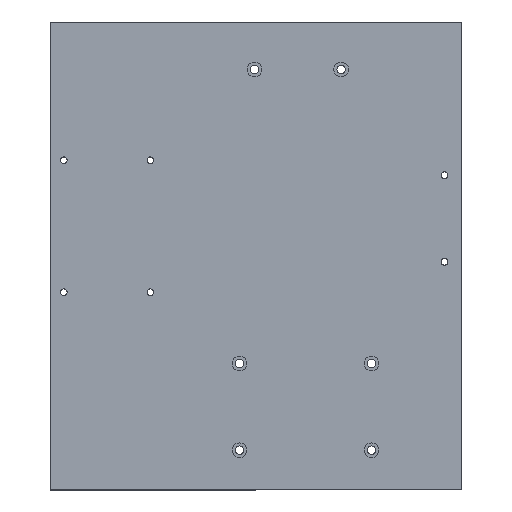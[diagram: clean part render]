
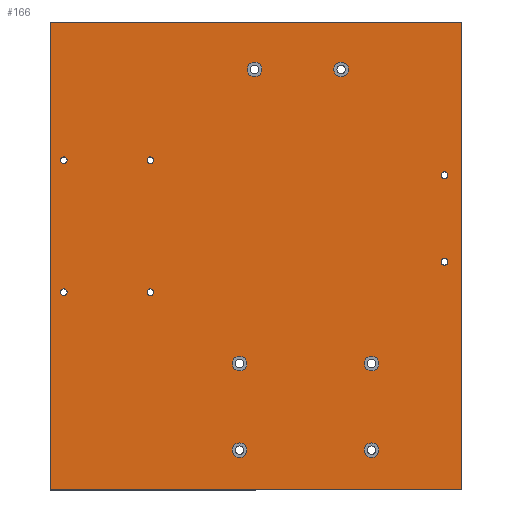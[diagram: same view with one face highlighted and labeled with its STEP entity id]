
A CAD part, top view. The second image highlights one B-rep face of the part: STEP entity #166.
In plain terms, the highlighted planar face has unit normal (0, 0, 1).
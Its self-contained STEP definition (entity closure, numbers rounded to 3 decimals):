
#52=FACE_BOUND('',#212,.T.);
#53=FACE_BOUND('',#213,.T.);
#54=FACE_BOUND('',#214,.T.);
#55=FACE_BOUND('',#215,.T.);
#56=FACE_BOUND('',#216,.T.);
#57=FACE_BOUND('',#217,.T.);
#58=FACE_BOUND('',#218,.T.);
#59=FACE_BOUND('',#219,.T.);
#60=FACE_BOUND('',#220,.T.);
#61=FACE_BOUND('',#221,.T.);
#62=FACE_BOUND('',#222,.T.);
#63=FACE_BOUND('',#223,.T.);
#64=FACE_BOUND('',#224,.T.);
#126=CIRCLE('',#503,2.5);
#127=CIRCLE('',#504,2.5);
#128=CIRCLE('',#505,2.5);
#129=CIRCLE('',#506,2.5);
#130=CIRCLE('',#507,2.5);
#131=CIRCLE('',#508,2.5);
#132=CIRCLE('',#509,5.5);
#133=CIRCLE('',#510,5.5);
#134=CIRCLE('',#511,5.5);
#135=CIRCLE('',#512,5.5);
#136=CIRCLE('',#513,5.5);
#137=CIRCLE('',#514,5.5);
#166=ADVANCED_FACE('',(#52,#53,#54,#55,#56,#57,#58,#59,#60,#61,#62,#63,#64),
#196,.T.);
#196=PLANE('',#515);
#212=EDGE_LOOP('',(#302));
#213=EDGE_LOOP('',(#303));
#214=EDGE_LOOP('',(#304));
#215=EDGE_LOOP('',(#305));
#216=EDGE_LOOP('',(#306));
#217=EDGE_LOOP('',(#307));
#218=EDGE_LOOP('',(#308));
#219=EDGE_LOOP('',(#309));
#220=EDGE_LOOP('',(#310));
#221=EDGE_LOOP('',(#311));
#222=EDGE_LOOP('',(#312));
#223=EDGE_LOOP('',(#313));
#224=EDGE_LOOP('',(#314,#315,#316,#317));
#302=ORIENTED_EDGE('',*,*,#438,.F.);
#303=ORIENTED_EDGE('',*,*,#439,.F.);
#304=ORIENTED_EDGE('',*,*,#440,.F.);
#305=ORIENTED_EDGE('',*,*,#441,.F.);
#306=ORIENTED_EDGE('',*,*,#442,.F.);
#307=ORIENTED_EDGE('',*,*,#443,.F.);
#308=ORIENTED_EDGE('',*,*,#444,.T.);
#309=ORIENTED_EDGE('',*,*,#445,.T.);
#310=ORIENTED_EDGE('',*,*,#446,.T.);
#311=ORIENTED_EDGE('',*,*,#447,.T.);
#312=ORIENTED_EDGE('',*,*,#448,.T.);
#313=ORIENTED_EDGE('',*,*,#449,.T.);
#314=ORIENTED_EDGE('',*,*,#428,.T.);
#315=ORIENTED_EDGE('',*,*,#432,.T.);
#316=ORIENTED_EDGE('',*,*,#435,.T.);
#317=ORIENTED_EDGE('',*,*,#437,.T.);
#384=VERTEX_POINT('',#716);
#385=VERTEX_POINT('',#718);
#387=VERTEX_POINT('',#724);
#389=VERTEX_POINT('',#730);
#390=VERTEX_POINT('',#737);
#391=VERTEX_POINT('',#739);
#392=VERTEX_POINT('',#741);
#393=VERTEX_POINT('',#743);
#394=VERTEX_POINT('',#745);
#395=VERTEX_POINT('',#747);
#396=VERTEX_POINT('',#749);
#397=VERTEX_POINT('',#751);
#398=VERTEX_POINT('',#753);
#399=VERTEX_POINT('',#755);
#400=VERTEX_POINT('',#757);
#401=VERTEX_POINT('',#759);
#428=EDGE_CURVE('',#385,#384,#476,.T.);
#432=EDGE_CURVE('',#384,#387,#480,.T.);
#435=EDGE_CURVE('',#387,#389,#483,.T.);
#437=EDGE_CURVE('',#389,#385,#485,.T.);
#438=EDGE_CURVE('',#390,#390,#126,.T.);
#439=EDGE_CURVE('',#391,#391,#127,.T.);
#440=EDGE_CURVE('',#392,#392,#128,.T.);
#441=EDGE_CURVE('',#393,#393,#129,.T.);
#442=EDGE_CURVE('',#394,#394,#130,.T.);
#443=EDGE_CURVE('',#395,#395,#131,.T.);
#444=EDGE_CURVE('',#396,#396,#132,.T.);
#445=EDGE_CURVE('',#397,#397,#133,.T.);
#446=EDGE_CURVE('',#398,#398,#134,.T.);
#447=EDGE_CURVE('',#399,#399,#135,.T.);
#448=EDGE_CURVE('',#400,#400,#136,.T.);
#449=EDGE_CURVE('',#401,#401,#137,.T.);
#476=LINE('',#717,#488);
#480=LINE('',#725,#492);
#483=LINE('',#731,#495);
#485=LINE('',#734,#497);
#488=VECTOR('',#569,1.);
#492=VECTOR('',#575,1.);
#495=VECTOR('',#580,1.);
#497=VECTOR('',#584,1.);
#503=AXIS2_PLACEMENT_3D('',#736,#587,#588);
#504=AXIS2_PLACEMENT_3D('',#738,#589,#590);
#505=AXIS2_PLACEMENT_3D('',#740,#591,#592);
#506=AXIS2_PLACEMENT_3D('',#742,#593,#594);
#507=AXIS2_PLACEMENT_3D('',#744,#595,#596);
#508=AXIS2_PLACEMENT_3D('',#746,#597,#598);
#509=AXIS2_PLACEMENT_3D('',#748,#599,#600);
#510=AXIS2_PLACEMENT_3D('',#750,#601,#602);
#511=AXIS2_PLACEMENT_3D('',#752,#603,#604);
#512=AXIS2_PLACEMENT_3D('',#754,#605,#606);
#513=AXIS2_PLACEMENT_3D('',#756,#607,#608);
#514=AXIS2_PLACEMENT_3D('',#758,#609,#610);
#515=AXIS2_PLACEMENT_3D('',#760,#611,#612);
#569=DIRECTION('',(0.,-1.,0.));
#575=DIRECTION('',(1.,0.,0.));
#580=DIRECTION('',(0.,1.,0.));
#584=DIRECTION('',(-1.,0.,0.));
#587=DIRECTION('',(0.,0.,1.));
#588=DIRECTION('',(1.,0.,0.));
#589=DIRECTION('',(0.,0.,1.));
#590=DIRECTION('',(1.,0.,0.));
#591=DIRECTION('',(0.,0.,1.));
#592=DIRECTION('',(1.,0.,0.));
#593=DIRECTION('',(0.,0.,1.));
#594=DIRECTION('',(1.,0.,0.));
#595=DIRECTION('',(0.,0.,1.));
#596=DIRECTION('',(1.,0.,0.));
#597=DIRECTION('',(0.,0.,1.));
#598=DIRECTION('',(1.,0.,0.));
#599=DIRECTION('',(0.,0.,-1.));
#600=DIRECTION('',(-1.,0.,0.));
#601=DIRECTION('',(0.,0.,-1.));
#602=DIRECTION('',(-1.,0.,0.));
#603=DIRECTION('',(0.,0.,-1.));
#604=DIRECTION('',(-1.,0.,0.));
#605=DIRECTION('',(0.,0.,-1.));
#606=DIRECTION('',(-1.,0.,0.));
#607=DIRECTION('',(0.,0.,-1.));
#608=DIRECTION('',(-1.,0.,0.));
#609=DIRECTION('',(0.,0.,-1.));
#610=DIRECTION('',(-1.,0.,0.));
#611=DIRECTION('',(0.,0.,1.));
#612=DIRECTION('',(1.,0.,0.));
#716=CARTESIAN_POINT('',(0.,0.,12.7));
#717=CARTESIAN_POINT('',(0.,351.,12.7));
#718=CARTESIAN_POINT('',(0.,351.,12.7));
#724=CARTESIAN_POINT('',(308.385,0.,12.7));
#725=CARTESIAN_POINT('',(0.,0.,12.7));
#730=CARTESIAN_POINT('',(308.385,351.,12.7));
#731=CARTESIAN_POINT('',(308.385,0.,12.7));
#734=CARTESIAN_POINT('',(308.385,351.,12.7));
#736=CARTESIAN_POINT('',(295.6,236.092,12.7));
#737=CARTESIAN_POINT('',(298.1,236.092,12.7));
#738=CARTESIAN_POINT('',(295.6,171.092,12.7));
#739=CARTESIAN_POINT('',(298.1,171.092,12.7));
#740=CARTESIAN_POINT('',(75.,247.3,12.7));
#741=CARTESIAN_POINT('',(77.5,247.3,12.7));
#742=CARTESIAN_POINT('',(75.,148.3,12.7));
#743=CARTESIAN_POINT('',(77.5,148.3,12.7));
#744=CARTESIAN_POINT('',(10.,247.3,12.7));
#745=CARTESIAN_POINT('',(12.5,247.3,12.7));
#746=CARTESIAN_POINT('',(10.,148.3,12.7));
#747=CARTESIAN_POINT('',(12.5,148.3,12.7));
#748=CARTESIAN_POINT('',(240.891,94.809,12.7));
#749=CARTESIAN_POINT('',(235.391,94.809,12.7));
#750=CARTESIAN_POINT('',(240.891,29.809,12.7));
#751=CARTESIAN_POINT('',(235.391,29.809,12.7));
#752=CARTESIAN_POINT('',(218.099,315.409,12.7));
#753=CARTESIAN_POINT('',(212.599,315.409,12.7));
#754=CARTESIAN_POINT('',(153.099,315.409,12.7));
#755=CARTESIAN_POINT('',(147.599,315.409,12.7));
#756=CARTESIAN_POINT('',(141.891,94.809,12.7));
#757=CARTESIAN_POINT('',(136.391,94.809,12.7));
#758=CARTESIAN_POINT('',(141.891,29.809,12.7));
#759=CARTESIAN_POINT('',(136.391,29.809,12.7));
#760=CARTESIAN_POINT('',(0.,0.,12.7));
